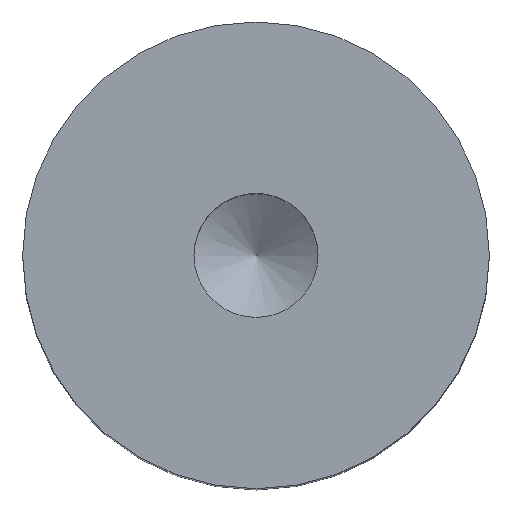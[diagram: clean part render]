
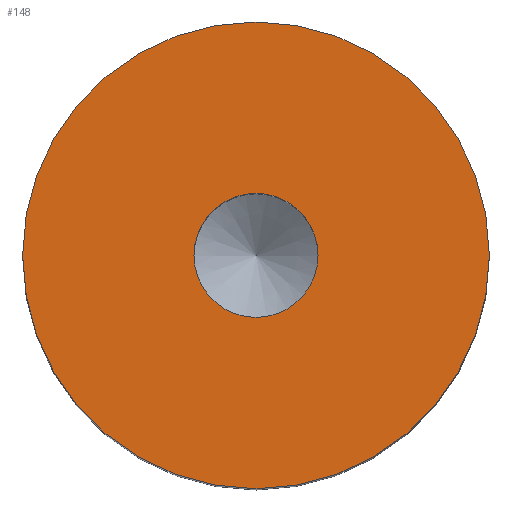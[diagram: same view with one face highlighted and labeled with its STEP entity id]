
A CAD part, top view. The second image highlights one B-rep face of the part: STEP entity #148.
In plain terms, the highlighted planar face has unit normal (0, 0, 1).
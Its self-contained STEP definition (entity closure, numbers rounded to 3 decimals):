
#18=PLANE('',#181);
#29=FACE_BOUND('',#71,.T.);
#47=FACE_OUTER_BOUND('',#70,.T.);
#70=EDGE_LOOP('',(#130));
#71=EDGE_LOOP('',(#131));
#79=CIRCLE('',#171,12.5);
#83=CIRCLE('',#180,3.324);
#91=VERTEX_POINT('',#256);
#95=VERTEX_POINT('',#269);
#103=EDGE_CURVE('',#91,#91,#79,.T.);
#107=EDGE_CURVE('',#95,#95,#83,.T.);
#130=ORIENTED_EDGE('',*,*,#103,.T.);
#131=ORIENTED_EDGE('',*,*,#107,.T.);
#148=ADVANCED_FACE('',(#47,#29),#18,.T.);
#171=AXIS2_PLACEMENT_3D('',#257,#212,#213);
#180=AXIS2_PLACEMENT_3D('',#270,#230,#231);
#181=AXIS2_PLACEMENT_3D('',#271,#232,#233);
#212=DIRECTION('center_axis',(0.,0.,1.));
#213=DIRECTION('ref_axis',(-1.,0.,0.));
#230=DIRECTION('center_axis',(0.,0.,-1.));
#231=DIRECTION('ref_axis',(1.,0.,0.));
#232=DIRECTION('center_axis',(0.,0.,1.));
#233=DIRECTION('ref_axis',(1.,0.,0.));
#256=CARTESIAN_POINT('',(12.5,0.,40.));
#257=CARTESIAN_POINT('Origin',(0.,0.,40.));
#269=CARTESIAN_POINT('',(3.324,0.,40.));
#270=CARTESIAN_POINT('Origin',(0.,0.,40.));
#271=CARTESIAN_POINT('Origin',(0.,0.,40.));
